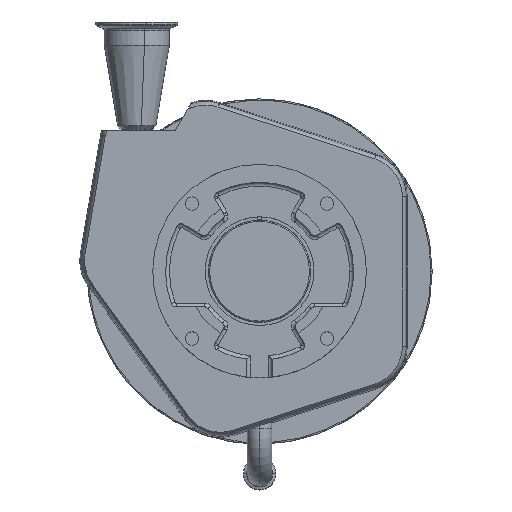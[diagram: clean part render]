
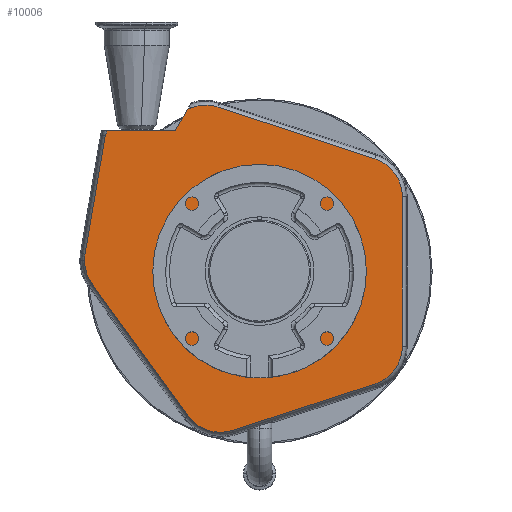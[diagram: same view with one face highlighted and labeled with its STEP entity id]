
A CAD part, top view. The second image highlights one B-rep face of the part: STEP entity #10006.
In plain terms, the highlighted planar face has unit normal (0, 0, 1).
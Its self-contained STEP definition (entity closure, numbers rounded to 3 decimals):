
#77 = CARTESIAN_POINT ( 'NONE',  ( 111.666, 58.485, -141.5 ) ) ;
#123 = ORIENTED_EDGE ( 'NONE', *, *, #7598, .F. ) ;
#246 = ORIENTED_EDGE ( 'NONE', *, *, #2768, .F. ) ;
#393 = ORIENTED_EDGE ( 'NONE', *, *, #11545, .F. ) ;
#405 = ORIENTED_EDGE ( 'NONE', *, *, #2498, .F. ) ;
#419 = CIRCLE ( 'NONE', #10568, 31.169 ) ;
#584 = VERTEX_POINT ( 'NONE', #2006 ) ;
#603 = AXIS2_PLACEMENT_3D ( 'NONE', #2172, #2021, #5717 ) ;
#610 = LINE ( 'NONE', #5204, #9401 ) ;
#669 = ORIENTED_EDGE ( 'NONE', *, *, #14541, .F. ) ;
#734 = DIRECTION ( 'NONE',  ( 1., 0., 0. ) ) ;
#862 = ORIENTED_EDGE ( 'NONE', *, *, #8607, .F. ) ;
#1086 = CIRCLE ( 'NONE', #603, 55. ) ;
#1091 = ORIENTED_EDGE ( 'NONE', *, *, #14508, .F. ) ;
#1102 = LINE ( 'NONE', #1934, #9985 ) ;
#1258 = LINE ( 'NONE', #7212, #12789 ) ;
#1375 = CARTESIAN_POINT ( 'NONE',  ( -32.427, 128.486, -141.5 ) ) ;
#1388 = CARTESIAN_POINT ( 'NONE',  ( -136.384, 13.741, -141.5 ) ) ;
#1542 = DIRECTION ( 'NONE',  ( 0.95, -0.313, 0. ) ) ;
#1765 = VECTOR ( 'NONE', #4577, 1000. ) ;
#1815 = ORIENTED_EDGE ( 'NONE', *, *, #4912, .F. ) ;
#1840 = EDGE_CURVE ( 'NONE', #8197, #4973, #13800, .T. ) ;
#1864 = FACE_OUTER_BOUND ( 'NONE', #13945, .T. ) ;
#1934 = CARTESIAN_POINT ( 'NONE',  ( -21.354, 187.329, -141.5 ) ) ;
#2006 = CARTESIAN_POINT ( 'NONE',  ( -54.056, 127.697, -141.5 ) ) ;
#2011 = DIRECTION ( 'NONE',  ( 0., -1., 0. ) ) ;
#2021 = DIRECTION ( 'NONE',  ( 0., 0., 1. ) ) ;
#2075 = DIRECTION ( 'NONE',  ( -1., 0., 0. ) ) ;
#2172 = CARTESIAN_POINT ( 'NONE',  ( 0., 0., -141.5 ) ) ;
#2470 = CARTESIAN_POINT ( 'NONE',  ( 55., 0., -141.5 ) ) ;
#2498 = EDGE_CURVE ( 'NONE', #7034, #4973, #12623, .T. ) ;
#2582 = DIRECTION ( 'NONE',  ( 1., 0., 0. ) ) ;
#2768 = EDGE_CURVE ( 'NONE', #2786, #7005, #8401, .T. ) ;
#2786 = VERTEX_POINT ( 'NONE', #1375 ) ;
#2918 = DIRECTION ( 'NONE',  ( 1., 0., 0. ) ) ;
#3099 = AXIS2_PLACEMENT_3D ( 'NONE', #11007, #7639, #8716 ) ;
#3210 = DIRECTION ( 'NONE',  ( 0., 0., 1. ) ) ;
#3336 = VECTOR ( 'NONE', #10649, 1000. ) ;
#3642 = DIRECTION ( 'NONE',  ( 1., 0., 0. ) ) ;
#3847 = DIRECTION ( 'NONE',  ( 1., 0., 0. ) ) ;
#4094 = VECTOR ( 'NONE', #2011, 1000. ) ;
#4542 = VERTEX_POINT ( 'NONE', #2470 ) ;
#4577 = DIRECTION ( 'NONE',  ( -1., 0., 0. ) ) ;
#4651 = DIRECTION ( 'NONE',  ( 0.168, 0.986, 0. ) ) ;
#4808 = EDGE_CURVE ( 'NONE', #7005, #8179, #419, .T. ) ;
#4912 = EDGE_CURVE ( 'NONE', #4542, #9337, #8376, .T. ) ;
#4973 = VERTEX_POINT ( 'NONE', #12877 ) ;
#4988 = ORIENTED_EDGE ( 'NONE', *, *, #8972, .F. ) ;
#5067 = DIRECTION ( 'NONE',  ( 0., 0., -1. ) ) ;
#5086 = CARTESIAN_POINT ( 'NONE',  ( 0., 0., -141.5 ) ) ;
#5204 = CARTESIAN_POINT ( 'NONE',  ( -21.115, -124.274, -141.5 ) ) ;
#5549 = VERTEX_POINT ( 'NONE', #11744 ) ;
#5717 = DIRECTION ( 'NONE',  ( 1., 0., 0. ) ) ;
#5819 = EDGE_CURVE ( 'NONE', #8520, #14836, #5981, .T. ) ;
#5945 = LINE ( 'NONE', #6015, #3336 ) ;
#5981 = CIRCLE ( 'NONE', #7891, 31.169 ) ;
#6015 = CARTESIAN_POINT ( 'NONE',  ( -55.966, -112.948, -141.5 ) ) ;
#6088 = CARTESIAN_POINT ( 'NONE',  ( -42.176, 98.881, -141.5 ) ) ;
#6107 = AXIS2_PLACEMENT_3D ( 'NONE', #14598, #6375, #6438 ) ;
#6236 = CARTESIAN_POINT ( 'NONE',  ( -130.877, -9.817, -141.5 ) ) ;
#6277 = CARTESIAN_POINT ( 'NONE',  ( 90.246, 88.09, -141.5 ) ) ;
#6375 = DIRECTION ( 'NONE',  ( 0., 0., -1. ) ) ;
#6438 = DIRECTION ( 'NONE',  ( 1., 0., 0. ) ) ;
#6468 = PLANE ( 'NONE',  #7320 ) ;
#7001 = EDGE_CURVE ( 'NONE', #5549, #8520, #610, .T. ) ;
#7005 = VERTEX_POINT ( 'NONE', #6277 ) ;
#7034 = VERTEX_POINT ( 'NONE', #12099 ) ;
#7189 = CARTESIAN_POINT ( 'NONE',  ( 80.497, 58.485, -141.5 ) ) ;
#7212 = CARTESIAN_POINT ( 'NONE',  ( -151.359, -74.059, -141.5 ) ) ;
#7320 = AXIS2_PLACEMENT_3D ( 'NONE', #13277, #11105, #734 ) ;
#7382 = EDGE_CURVE ( 'NONE', #11069, #5549, #12302, .T. ) ;
#7598 = EDGE_CURVE ( 'NONE', #8179, #11069, #7744, .T. ) ;
#7601 = DIRECTION ( 'NONE',  ( 0., 0., -1. ) ) ;
#7639 = DIRECTION ( 'NONE',  ( 0., 0., -1. ) ) ;
#7700 = AXIS2_PLACEMENT_3D ( 'NONE', #6088, #10562, #9191 ) ;
#7714 = VERTEX_POINT ( 'NONE', #6236 ) ;
#7742 = ORIENTED_EDGE ( 'NONE', *, *, #7001, .F. ) ;
#7744 = LINE ( 'NONE', #12368, #4094 ) ;
#7891 = AXIS2_PLACEMENT_3D ( 'NONE', #13080, #5067, #3847 ) ;
#7918 = VERTEX_POINT ( 'NONE', #1388 ) ;
#7972 = CARTESIAN_POINT ( 'NONE',  ( -141.268, 339.257, -141.5 ) ) ;
#8151 = VERTEX_POINT ( 'NONE', #11501 ) ;
#8179 = VERTEX_POINT ( 'NONE', #77 ) ;
#8197 = VERTEX_POINT ( 'NONE', #9294 ) ;
#8354 = CARTESIAN_POINT ( 'NONE',  ( 111.666, -58.485, -141.5 ) ) ;
#8376 = CIRCLE ( 'NONE', #12238, 55. ) ;
#8401 = LINE ( 'NONE', #9313, #10961 ) ;
#8520 = VERTEX_POINT ( 'NONE', #12741 ) ;
#8607 = EDGE_CURVE ( 'NONE', #14836, #7714, #5945, .T. ) ;
#8673 = FACE_BOUND ( 'NONE', #13750, .T. ) ;
#8716 = DIRECTION ( 'NONE',  ( 1., 0., 0. ) ) ;
#8972 = EDGE_CURVE ( 'NONE', #9129, #584, #11333, .T. ) ;
#9031 = DIRECTION ( 'NONE',  ( -0.5, -0.866, 0. ) ) ;
#9129 = VERTEX_POINT ( 'NONE', #13173 ) ;
#9191 = DIRECTION ( 'NONE',  ( 1., 0., 0. ) ) ;
#9294 = CARTESIAN_POINT ( 'NONE',  ( -66., 110., -141.5 ) ) ;
#9313 = CARTESIAN_POINT ( 'NONE',  ( 35.373, 106.16, -141.5 ) ) ;
#9337 = VERTEX_POINT ( 'NONE', #12781 ) ;
#9401 = VECTOR ( 'NONE', #13358, 1000. ) ;
#9445 = ORIENTED_EDGE ( 'NONE', *, *, #11289, .F. ) ;
#9561 = DIRECTION ( 'NONE',  ( 0., 0., -1. ) ) ;
#9653 = AXIS2_PLACEMENT_3D ( 'NONE', #7972, #3210, #2075 ) ;
#9985 = VECTOR ( 'NONE', #9031, 1000. ) ;
#10006 = ADVANCED_FACE ( 'NONE', ( #8673, #1864 ), #6468, .T. ) ;
#10140 = AXIS2_PLACEMENT_3D ( 'NONE', #13408, #7601, #2918 ) ;
#10161 = CARTESIAN_POINT ( 'NONE',  ( -55.966, -112.948, -141.5 ) ) ;
#10264 = CARTESIAN_POINT ( 'NONE',  ( 0., 110., -141.5 ) ) ;
#10284 = AXIS2_PLACEMENT_3D ( 'NONE', #11466, #13856, #14835 ) ;
#10385 = CIRCLE ( 'NONE', #7700, 31.169 ) ;
#10562 = DIRECTION ( 'NONE',  ( 0., 0., -1. ) ) ;
#10568 = AXIS2_PLACEMENT_3D ( 'NONE', #7189, #9561, #2582 ) ;
#10649 = DIRECTION ( 'NONE',  ( -0.588, 0.809, 0. ) ) ;
#10739 = ORIENTED_EDGE ( 'NONE', *, *, #14052, .F. ) ;
#10872 = CIRCLE ( 'NONE', #3099, 31.169 ) ;
#10958 = ORIENTED_EDGE ( 'NONE', *, *, #14302, .T. ) ;
#10961 = VECTOR ( 'NONE', #1542, 1000. ) ;
#11007 = CARTESIAN_POINT ( 'NONE',  ( -105.659, 8.501, -141.5 ) ) ;
#11069 = VERTEX_POINT ( 'NONE', #8354 ) ;
#11105 = DIRECTION ( 'NONE',  ( 0., 0., 1. ) ) ;
#11289 = EDGE_CURVE ( 'NONE', #8151, #7918, #11974, .T. ) ;
#11333 = CIRCLE ( 'NONE', #9653, 228.831 ) ;
#11410 = ORIENTED_EDGE ( 'NONE', *, *, #1840, .T. ) ;
#11466 = CARTESIAN_POINT ( 'NONE',  ( -105.659, 8.501, -141.5 ) ) ;
#11501 = CARTESIAN_POINT ( 'NONE',  ( -136.828, 8.501, -141.5 ) ) ;
#11545 = EDGE_CURVE ( 'NONE', #7714, #8151, #10872, .T. ) ;
#11744 = CARTESIAN_POINT ( 'NONE',  ( 90.129, -88.128, -141.5 ) ) ;
#11974 = CIRCLE ( 'NONE', #10284, 31.169 ) ;
#12099 = CARTESIAN_POINT ( 'NONE',  ( -120.629, 106.114, -141.5 ) ) ;
#12238 = AXIS2_PLACEMENT_3D ( 'NONE', #5086, #14219, #3642 ) ;
#12302 = CIRCLE ( 'NONE', #10140, 31.169 ) ;
#12309 = ORIENTED_EDGE ( 'NONE', *, *, #5819, .F. ) ;
#12368 = CARTESIAN_POINT ( 'NONE',  ( 111.666, -94.63, -141.5 ) ) ;
#12414 = ORIENTED_EDGE ( 'NONE', *, *, #4808, .F. ) ;
#12623 = CIRCLE ( 'NONE', #6107, 7.141 ) ;
#12741 = CARTESIAN_POINT ( 'NONE',  ( -21.115, -124.274, -141.5 ) ) ;
#12781 = CARTESIAN_POINT ( 'NONE',  ( -55., 0., -141.5 ) ) ;
#12789 = VECTOR ( 'NONE', #4651, 1000. ) ;
#12877 = CARTESIAN_POINT ( 'NONE',  ( -118.603, 110., -141.5 ) ) ;
#13080 = CARTESIAN_POINT ( 'NONE',  ( -30.747, -94.63, -141.5 ) ) ;
#13173 = CARTESIAN_POINT ( 'NONE',  ( -56.311, 126.782, -141.5 ) ) ;
#13277 = CARTESIAN_POINT ( 'NONE',  ( 0., 175., -141.5 ) ) ;
#13358 = DIRECTION ( 'NONE',  ( -0.951, -0.309, 0. ) ) ;
#13408 = CARTESIAN_POINT ( 'NONE',  ( 80.497, -58.485, -141.5 ) ) ;
#13617 = ORIENTED_EDGE ( 'NONE', *, *, #7382, .F. ) ;
#13750 = EDGE_LOOP ( 'NONE', ( #1815, #10739 ) ) ;
#13800 = LINE ( 'NONE', #10264, #1765 ) ;
#13856 = DIRECTION ( 'NONE',  ( 0., 0., -1. ) ) ;
#13945 = EDGE_LOOP ( 'NONE', ( #4988, #10958, #11410, #405, #1091, #9445, #393, #862, #12309, #7742, #13617, #123, #12414, #246, #669 ) ) ;
#14052 = EDGE_CURVE ( 'NONE', #9337, #4542, #1086, .T. ) ;
#14219 = DIRECTION ( 'NONE',  ( 0., 0., 1. ) ) ;
#14302 = EDGE_CURVE ( 'NONE', #9129, #8197, #1102, .T. ) ;
#14508 = EDGE_CURVE ( 'NONE', #7918, #7034, #1258, .T. ) ;
#14541 = EDGE_CURVE ( 'NONE', #584, #2786, #10385, .T. ) ;
#14598 = CARTESIAN_POINT ( 'NONE',  ( -113.59, 104.914, -141.5 ) ) ;
#14835 = DIRECTION ( 'NONE',  ( 1., 0., 0. ) ) ;
#14836 = VERTEX_POINT ( 'NONE', #10161 ) ;
